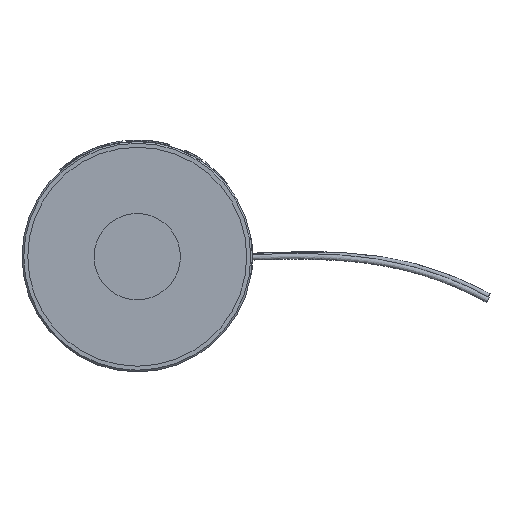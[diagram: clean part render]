
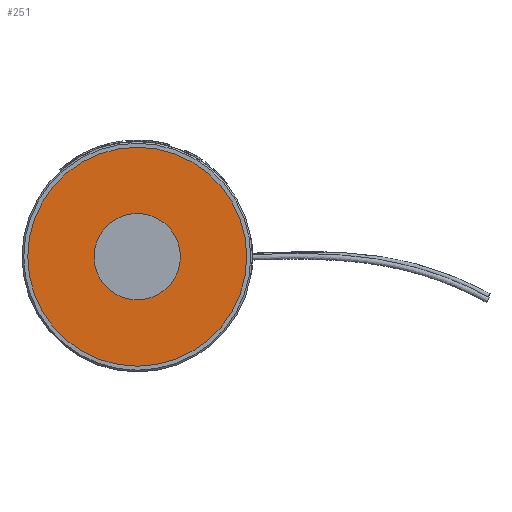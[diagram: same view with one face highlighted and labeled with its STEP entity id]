
A CAD part, front view. The second image highlights one B-rep face of the part: STEP entity #251.
In plain terms, the highlighted planar face has unit normal (0, -1, 0).
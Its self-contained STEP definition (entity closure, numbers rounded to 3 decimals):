
#251 = ADVANCED_FACE( '', ( #595, #596 ), #597, .F. );
#595 = FACE_BOUND( '', #1357, .T. );
#596 = FACE_OUTER_BOUND( '', #1358, .T. );
#597 = PLANE( '', #1359 );
#1357 = EDGE_LOOP( '', ( #3371 ) );
#1358 = EDGE_LOOP( '', ( #3372 ) );
#1359 = AXIS2_PLACEMENT_3D( '', #3373, #3374, #3375 );
#3371 = ORIENTED_EDGE( '', *, *, #4438, .T. );
#3372 = ORIENTED_EDGE( '', *, *, #4439, .F. );
#3373 = CARTESIAN_POINT( '', ( 0., -29.5, 0. ) );
#3374 = DIRECTION( '', ( 0., 1., 0. ) );
#3375 = DIRECTION( '', ( 0., 0., 1. ) );
#4438 = EDGE_CURVE( '', #4976, #4976, #4977, .T. );
#4439 = EDGE_CURVE( '', #4978, #4978, #4979, .T. );
#4976 = VERTEX_POINT( '', #6108 );
#4977 = CIRCLE( '', #6109, 7.5 );
#4978 = VERTEX_POINT( '', #6110 );
#4979 = CIRCLE( '', #6111, 19. );
#6108 = CARTESIAN_POINT( '', ( 7.5, -29.5, 0. ) );
#6109 = AXIS2_PLACEMENT_3D( '', #7992, #7993, #7994 );
#6110 = CARTESIAN_POINT( '', ( 19., -29.5, 0. ) );
#6111 = AXIS2_PLACEMENT_3D( '', #7995, #7996, #7997 );
#7992 = CARTESIAN_POINT( '', ( 0., -29.5, 0. ) );
#7993 = DIRECTION( '', ( 0., 1., 0. ) );
#7994 = DIRECTION( '', ( 1., 0., 0. ) );
#7995 = CARTESIAN_POINT( '', ( 0., -29.5, 0. ) );
#7996 = DIRECTION( '', ( 0., 1., 0. ) );
#7997 = DIRECTION( '', ( 1., 0., 0. ) );
